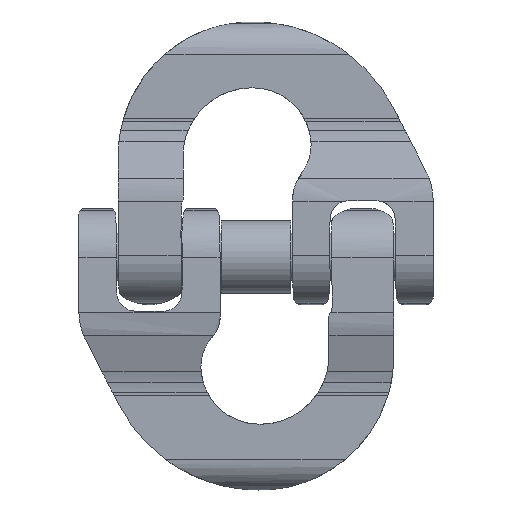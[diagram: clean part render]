
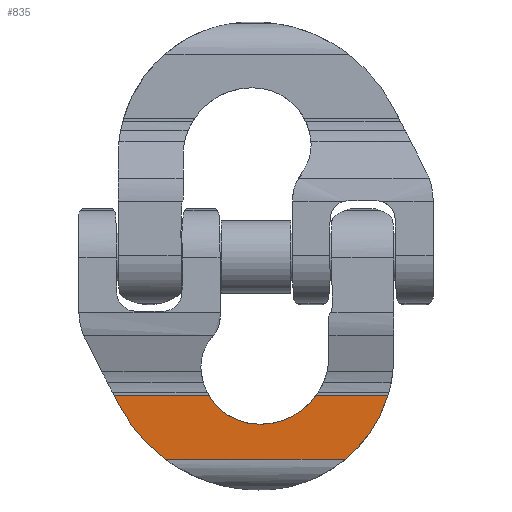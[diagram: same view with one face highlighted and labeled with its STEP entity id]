
A CAD part, front view. The second image highlights one B-rep face of the part: STEP entity #835.
In plain terms, the highlighted planar face has unit normal (0, -1, 0).
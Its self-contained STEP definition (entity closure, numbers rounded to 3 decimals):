
#835=ADVANCED_FACE('',(#1758),#1759,.F.);
#1758=FACE_OUTER_BOUND('',#3979,.T.);
#1759=PLANE('',#3980);
#3979=EDGE_LOOP('',(#6979,#6980,#6981,#6982,#6983,#6984,#6985,#6986,#6987));
#3980=AXIS2_PLACEMENT_3D('',#6988,#6989,#6990);
#6979=ORIENTED_EDGE('',*,*,#8759,.F.);
#6980=ORIENTED_EDGE('',*,*,#8757,.T.);
#6981=ORIENTED_EDGE('',*,*,#8760,.F.);
#6982=ORIENTED_EDGE('',*,*,#8761,.F.);
#6983=ORIENTED_EDGE('',*,*,#8762,.F.);
#6984=ORIENTED_EDGE('',*,*,#8763,.F.);
#6985=ORIENTED_EDGE('',*,*,#8752,.T.);
#6986=ORIENTED_EDGE('',*,*,#8764,.F.);
#6987=ORIENTED_EDGE('',*,*,#8765,.F.);
#6988=CARTESIAN_POINT('',(53.75,5.599,-62.465));
#6989=DIRECTION('',(0.0,1.0,0.));
#6990=DIRECTION('',(1.0,0.0,-0.0));
#8752=EDGE_CURVE('',#10481,#10479,#10482,.T.);
#8757=EDGE_CURVE('',#10485,#10487,#10489,.T.);
#8759=EDGE_CURVE('',#10485,#10491,#10492,.T.);
#8760=EDGE_CURVE('',#10493,#10487,#10494,.T.);
#8761=EDGE_CURVE('',#10495,#10493,#10496,.T.);
#8762=EDGE_CURVE('',#10497,#10495,#10498,.T.);
#8763=EDGE_CURVE('',#10481,#10497,#10499,.T.);
#8764=EDGE_CURVE('',#10500,#10479,#10501,.T.);
#8765=EDGE_CURVE('',#10491,#10500,#10502,.T.);
#10479=VERTEX_POINT('',#14296);
#10481=VERTEX_POINT('',#14304);
#10482=LINE('',#14305,#14306);
#10485=VERTEX_POINT('',#14309);
#10487=VERTEX_POINT('',#14317);
#10489=LINE('',#14319,#14320);
#10491=VERTEX_POINT('',#14322);
#10492=CIRCLE('',#14323,17.85);
#10493=VERTEX_POINT('',#14324);
#10494=LINE('',#14325,#14326);
#10495=VERTEX_POINT('',#14327);
#10496=CIRCLE('',#14328,48.565);
#10497=VERTEX_POINT('',#14329);
#10498=LINE('',#14330,#14331);
#10499=B_SPLINE_CURVE_WITH_KNOTS('',3,(#14332,#14333,#14334,#14335,#14336,#14337,#14338,#14339,#14340,#14341,#14342,#14343,#14344,#14345,#14346,#14347),.UNSPECIFIED.,.F.,.F.,(4,3,3,3,3,4),(-2.495,-1.993,-1.392,-0.791,-0.19,-0.079),.UNSPECIFIED.);
#10500=VERTEX_POINT('',#14348);
#10501=CIRCLE('',#14349,20.85);
#10502=CIRCLE('',#14350,42.9);
#14296=CARTESIAN_POINT('',(17.652,5.599,-42.74));
#14304=CARTESIAN_POINT('',(39.803,5.599,-42.74));
#14305=CARTESIAN_POINT('',(53.75,5.599,-42.74));
#14306=VECTOR('',#16225,10.0);
#14309=CARTESIAN_POINT('',(-15.421,5.599,-42.74));
#14317=CARTESIAN_POINT('',(-44.63,5.599,-42.74));
#14319=CARTESIAN_POINT('',(53.75,5.599,-42.74));
#14320=VECTOR('',#16232,10.0);
#14322=CARTESIAN_POINT('',(0.,5.599,-51.6));
#14323=AXIS2_PLACEMENT_3D('',#16233,#16234,#16235);
#14324=CARTESIAN_POINT('',(-43.196,5.599,-45.532));
#14325=CARTESIAN_POINT('',(-29.627,5.599,-71.935));
#14326=VECTOR('',#16236,10.0);
#14327=CARTESIAN_POINT('',(-28.765,5.599,-62.465));
#14328=AXIS2_PLACEMENT_3D('',#16237,#16238,#16239);
#14329=CARTESIAN_POINT('',(26.612,5.599,-62.465));
#14330=CARTESIAN_POINT('',(53.75,5.599,-62.465));
#14331=VECTOR('',#16240,10.0);
#14332=CARTESIAN_POINT('',(39.803,5.599,-42.74));
#14333=CARTESIAN_POINT('',(39.316,5.599,-44.333));
#14334=CARTESIAN_POINT('',(38.731,5.599,-45.896));
#14335=CARTESIAN_POINT('',(38.054,5.599,-47.417));
#14336=CARTESIAN_POINT('',(37.242,5.599,-49.241));
#14337=CARTESIAN_POINT('',(36.297,5.599,-51.006));
#14338=CARTESIAN_POINT('',(35.229,5.599,-52.692));
#14339=CARTESIAN_POINT('',(34.161,5.599,-54.379));
#14340=CARTESIAN_POINT('',(32.97,5.599,-55.989));
#14341=CARTESIAN_POINT('',(31.67,5.599,-57.503));
#14342=CARTESIAN_POINT('',(30.37,5.599,-59.018));
#14343=CARTESIAN_POINT('',(28.959,5.599,-60.439));
#14344=CARTESIAN_POINT('',(27.454,5.599,-61.751));
#14345=CARTESIAN_POINT('',(27.177,5.599,-61.992));
#14346=CARTESIAN_POINT('',(26.896,5.599,-62.231));
#14347=CARTESIAN_POINT('',(26.612,5.599,-62.465));
#14348=CARTESIAN_POINT('',(1.167,5.599,-51.584));
#14349=AXIS2_PLACEMENT_3D('',#16241,#16242,#16243);
#14350=AXIS2_PLACEMENT_3D('',#16244,#16245,#16246);
#16225=DIRECTION('',(-1.0,0.0,0.0));
#16232=DIRECTION('',(-1.0,0.0,0.0));
#16233=CARTESIAN_POINT('',(0.,5.599,-33.75));
#16234=DIRECTION('',(0.,-1.0,0.));
#16235=DIRECTION('',(0.,0.0,-1.0));
#16236=DIRECTION('',(-0.457,0.,0.889));
#16237=CARTESIAN_POINT('',(0.,5.599,-23.335));
#16238=DIRECTION('',(0.,1.0,0.));
#16239=DIRECTION('',(0.,0.,1.0));
#16240=DIRECTION('',(-1.0,0.0,0.0));
#16241=CARTESIAN_POINT('',(0.6,5.599,-30.742));
#16242=DIRECTION('',(0.,-1.0,0.));
#16243=DIRECTION('',(0.849,0.,-0.528));
#16244=CARTESIAN_POINT('',(0.,5.599,-8.7));
#16245=DIRECTION('',(0.,-1.0,0.));
#16246=DIRECTION('',(0.027,0.0,-1.));
